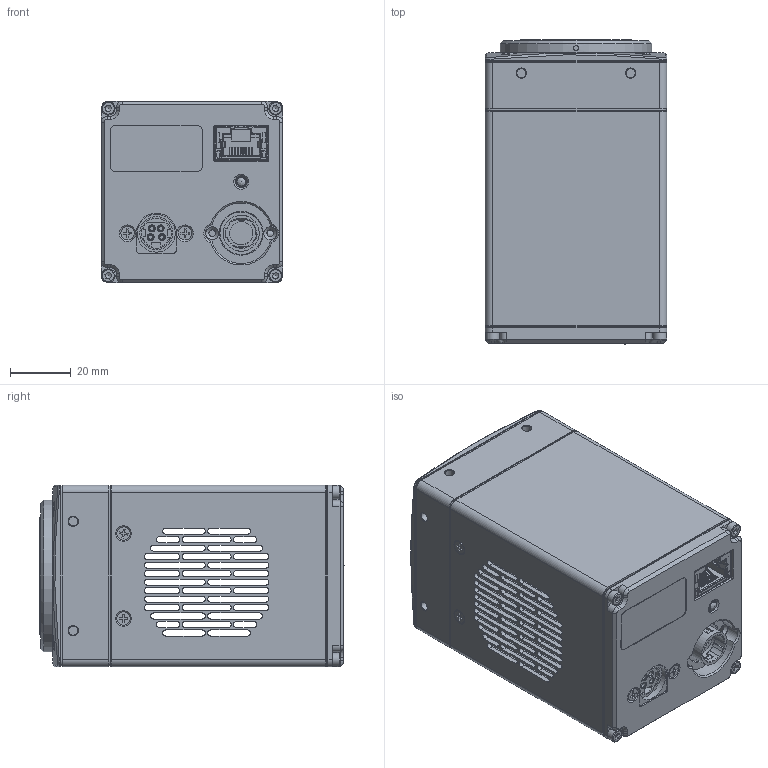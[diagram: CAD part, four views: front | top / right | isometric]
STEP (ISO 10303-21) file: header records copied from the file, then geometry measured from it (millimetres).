
FILE_DESCRIPTION (( 'STEP AP203' ), '1' );
FILE_NAME ('680816.STEP', '2025-09-05T06:14:59', ( 'Windows User' ), ( 'P R C' ), 'SwSTEP 2.0', 'SolidWorks 2024', '' );
FILE_SCHEMA (( 'CONFIG_CONTROL_DESIGN' ));
Length unit declared in the file: millimetre
Products named in the file (25): kpjx-pm-4s0001_asm_1; 下壳_1; KPJX-PM-4S_5-1-SOLID1_1; 4xM2.5x6黑色圆柱头螺钉_1; 3405 PKG; cross recessed countersunk head screws gb2_GB_CROSS_SCREWS_TYPE10 M2.5X5-3.5-H1-N_1; 中壳_1; KPJX-PM-4S_3-1-SOLID1_1; KPJX-PM-4S_4-1-SOLID1_1; 10g_wk_24-01-23_1; cross recessed countersunk head screws gb2_GB_CROSS_SCREWS_TYPE10 M2.5X4-2.5-H1-N; C接环_1; HR10A-10R-12PB(71)_1; 2JGWJJ290-00001 导光柱_1; KPJX-PM-4S-1-SOLID1_1; 2jgcp1000-00006_1; hexagon socket head cap screws gb_GB_FASTENER_SCREWS_HSHCS M2.5X8-N_1; 压圈_1; KPJX-PM-4S_6-1-SOLID1_1; 上壳_1; 680816; KPJX-PM-4S_2-1-SOLID1_1; 转接环-C口_1; HR10A-10R-12PB_1; hexagon socket head cap screws gb_GB_FASTENER_SCREWS_HSHCS M2.5X6-N_1
Assembly tree (34 placements, depth 3):
  680816
    中壳_1
    2JGWJJ290-00001 导光柱_1
    C接环_1
    上壳_1
    HR10A-10R-12PB(71)_1
      HR10A-10R-12PB_1
    kpjx-pm-4s0001_asm_1
      KPJX-PM-4S_6-1-SOLID1_1
      KPJX-PM-4S_2-1-SOLID1_1
      KPJX-PM-4S_4-1-SOLID1_1
      KPJX-PM-4S_3-1-SOLID1_1
      KPJX-PM-4S-1-SOLID1_1
      KPJX-PM-4S_5-1-SOLID1_1
    10g_wk_24-01-23_1
    cross recessed countersunk head screws gb2_GB_CROSS_SCREWS_TYPE10 M2.5X4-2.5-H1-N  x2
    4xM2.5x6黑色圆柱头螺钉_1
      hexagon socket head cap screws gb_GB_FASTENER_SCREWS_HSHCS M2.5X6-N_1  x4
    压圈_1
    转接环-C口_1
    hexagon socket head cap screws gb_GB_FASTENER_SCREWS_HSHCS M2.5X8-N_1  x4
    cross recessed countersunk head screws gb2_GB_CROSS_SCREWS_TYPE10 M2.5X5-3.5-H1-N_1  x4
    2jgcp1000-00006_1
    3405 PKG
    下壳_1
Bounding box: 60 x 100.31 x 60 mm (x, y, z)
Volume: 75111.3 mm3; surface area: 88990.7 mm2
Topology: 33 solids, 39 shells, 5790 faces, 15631 edges, 10352 vertices
Faces by surface type: plane 4320, cylinder 1205, cone 114, bspline 105, torus 28, sphere 18
Full cylindrical faces by diameter (mm): 0.2 x1, 0.6 x179, 0.7 x27, 0.747 x2, 0.95 x2, 1 x2, 1.355 x4, 1.6 x11, 1.7 x8, 2 x3, 2.05 x8, 2.2 x8, 2.3 x2, 2.5 x15, 2.7 x16, 2.88 x1, 2.9 x2, 3 x8, 4.4 x6, 4.5 x8, 4.6 x1, 5 x8, 7.7 x1, 8.6 x2, 9.967 x1, 10.926 x2, 11 x2, 11.9 x1, 12.502 x1, 12.632 x1
Entity records: 190370 total; most frequent: CARTESIAN_POINT 51851, ORIENTED_EDGE 29252, DIRECTION 24785, EDGE_CURVE 14630, LINE 10377, VECTOR 10377, VERTEX_POINT 9943, AXIS2_PLACEMENT_3D 7204
